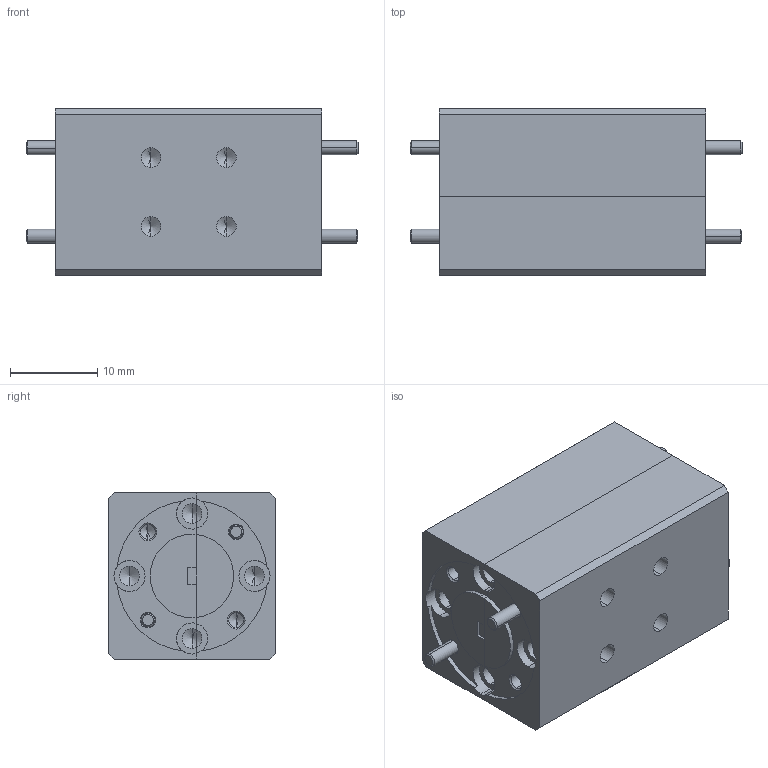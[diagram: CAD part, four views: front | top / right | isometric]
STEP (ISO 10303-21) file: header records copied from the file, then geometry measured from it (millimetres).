
FILE_DESCRIPTION (( 'STEP AP203' ), '1' );
FILE_NAME ('SWF-13435330-08-B1.STEP', '2019-04-12T23:16:30', ( '' ), ( '' ), 'SwSTEP 2.0', 'SolidWorks 2016', '' );
FILE_SCHEMA (( 'CONFIG_CONTROL_DESIGN' ));
Length unit declared in the file: millimetre
Products named in the file (1): SWF-13435330-08-B1
Bounding box: 37.97 x 19.05 x 19.05 mm (x, y, z)
Volume: 10159.6 mm3; surface area: 7048 mm2
Topology: 12 solids, 12 shells, 506 faces, 1206 edges, 694 vertices
Faces by surface type: cone 190, cylinder 188, plane 128
Entity records: 14349 total; most frequent: CARTESIAN_POINT 2713, DIRECTION 2588, ORIENTED_EDGE 2260, EDGE_CURVE 1130, AXIS2_PLACEMENT_3D 1013, VERTEX_POINT 694, EDGE_LOOP 572, VECTOR 562
